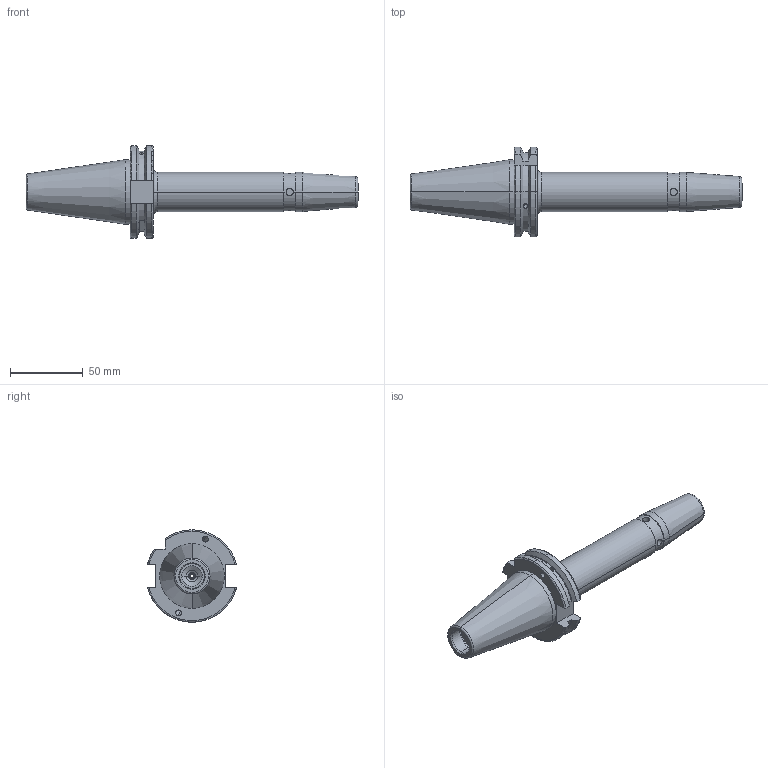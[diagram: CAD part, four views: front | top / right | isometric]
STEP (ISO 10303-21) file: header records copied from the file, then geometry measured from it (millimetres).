
FILE_DESCRIPTION (( 'STEP AP203' ), '1' );
FILE_NAME ('91406-SR208160.STEP', '2023-05-24T12:30:32', ( '' ), ( '' ), 'SwSTEP 2.0', 'SolidWorks 2018', '' );
FILE_SCHEMA (( 'CONFIG_CONTROL_DESIGN' ));
Length unit declared in the file: millimetre
Products named in the file (5): SK40SFC08160FWW; SCWM6; GS-M4X4_DIN 913 - M4 x 4-N; 91406-SR208160
Assembly tree (5 placements, depth 3):
  91406-SR208160
    SK40SFC08160FWW
      SK40SFC08160FWW
      SCWM6
      GS-M4X4_DIN 913 - M4 x 4-N  x2
Bounding box: 228.4 x 61.48 x 63.55 mm (x, y, z)
Volume: 169041.7 mm3; surface area: 37144.6 mm2
Topology: 4 solids, 4 shells, 237 faces, 583 edges, 369 vertices
Faces by surface type: cone 82, cylinder 72, plane 63, torus 16, bspline 4
Entity records: 6753 total; most frequent: CARTESIAN_POINT 1633, DIRECTION 1018, ORIENTED_EDGE 926, EDGE_CURVE 463, AXIS2_PLACEMENT_3D 408, VERTEX_POINT 293, EDGE_LOOP 216, CIRCLE 213
